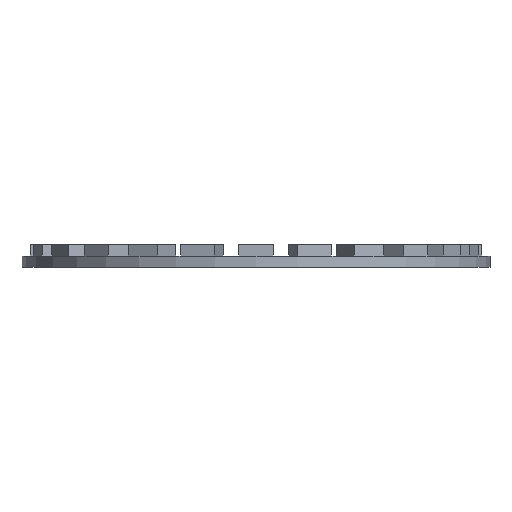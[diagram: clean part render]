
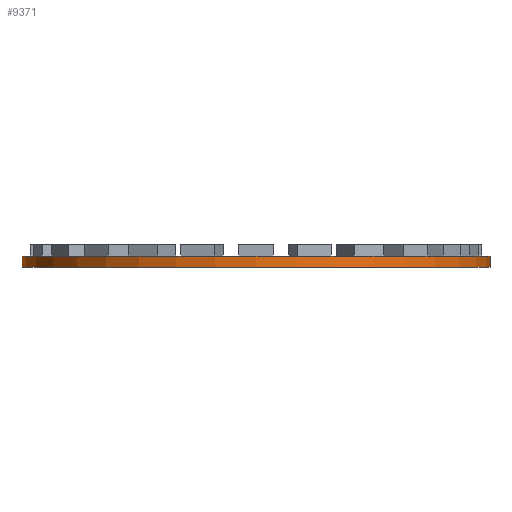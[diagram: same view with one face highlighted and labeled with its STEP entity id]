
A CAD part, front view. The second image highlights one B-rep face of the part: STEP entity #9371.
In plain terms, the highlighted cylindrical face has radius 32.766 mm (diameter 65.532 mm), a partial arc.
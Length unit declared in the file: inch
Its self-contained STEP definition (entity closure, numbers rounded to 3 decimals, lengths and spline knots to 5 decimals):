
#291 = ORIENTED_EDGE ( 'NONE', *, *, #20905, .F. ) ;
#414 = EDGE_CURVE ( 'NONE', #13926, #24855, #24069, .T. ) ;
#1328 = FACE_OUTER_BOUND ( 'NONE', #17063, .T. ) ;
#1548 = AXIS2_PLACEMENT_3D ( 'NONE', #10753, #6398, #2047 ) ;
#1802 = AXIS2_PLACEMENT_3D ( 'NONE', #19147, #5871, #21427 ) ;
#2047 = DIRECTION ( 'NONE',  ( -1., 0., 0. ) ) ;
#2620 = LINE ( 'NONE', #10240, #25531 ) ;
#4142 = CARTESIAN_POINT ( 'NONE',  ( -1.29, 0., 0. ) ) ;
#4443 = ORIENTED_EDGE ( 'NONE', *, *, #6057, .T. ) ;
#5871 = DIRECTION ( 'NONE',  ( 0., 0., 1. ) ) ;
#6057 = EDGE_CURVE ( 'NONE', #11097, #9803, #7375, .T. ) ;
#6398 = DIRECTION ( 'NONE',  ( 0., 0., -1. ) ) ;
#7375 = CIRCLE ( 'NONE', #7988, 1.29 ) ;
#7988 = AXIS2_PLACEMENT_3D ( 'NONE', #25516, #12184, #27759 ) ;
#9371 = ADVANCED_FACE ( 'NONE', ( #1328 ), #21467, .T. ) ;
#9803 = VERTEX_POINT ( 'NONE', #21435 ) ;
#10240 = CARTESIAN_POINT ( 'NONE',  ( -1.29, 0., 0.0625 ) ) ;
#10295 = ORIENTED_EDGE ( 'NONE', *, *, #23376, .T. ) ;
#10453 = CARTESIAN_POINT ( 'NONE',  ( 1.29, 0., 0.0625 ) ) ;
#10515 = VECTOR ( 'NONE', #14297, 39.37008 ) ;
#10753 = CARTESIAN_POINT ( 'NONE',  ( 0., 0., 0.0625 ) ) ;
#11097 = VERTEX_POINT ( 'NONE', #4142 ) ;
#12069 = CARTESIAN_POINT ( 'NONE',  ( 1.29, 0., 0.0625 ) ) ;
#12184 = DIRECTION ( 'NONE',  ( 0., 0., 1. ) ) ;
#13606 = CARTESIAN_POINT ( 'NONE',  ( -1.29, 0., 0.0625 ) ) ;
#13926 = VERTEX_POINT ( 'NONE', #13606 ) ;
#14297 = DIRECTION ( 'NONE',  ( 0., 0., -1. ) ) ;
#16938 = DIRECTION ( 'NONE',  ( 0., 0., -1. ) ) ;
#17063 = EDGE_LOOP ( 'NONE', ( #291, #23092, #10295, #4443 ) ) ;
#19147 = CARTESIAN_POINT ( 'NONE',  ( 0., 0., 0.0625 ) ) ;
#20905 = EDGE_CURVE ( 'NONE', #24855, #9803, #28275, .T. ) ;
#21427 = DIRECTION ( 'NONE',  ( 1., 0., 0. ) ) ;
#21435 = CARTESIAN_POINT ( 'NONE',  ( 1.29, 0., 0. ) ) ;
#21467 = CYLINDRICAL_SURFACE ( 'NONE', #1548, 1.29 ) ;
#23092 = ORIENTED_EDGE ( 'NONE', *, *, #414, .F. ) ;
#23376 = EDGE_CURVE ( 'NONE', #13926, #11097, #2620, .T. ) ;
#24069 = CIRCLE ( 'NONE', #1802, 1.29 ) ;
#24855 = VERTEX_POINT ( 'NONE', #10453 ) ;
#25516 = CARTESIAN_POINT ( 'NONE',  ( 0., 0., 0. ) ) ;
#25531 = VECTOR ( 'NONE', #16938, 39.37008 ) ;
#27759 = DIRECTION ( 'NONE',  ( 1., 0., 0. ) ) ;
#28275 = LINE ( 'NONE', #12069, #10515 ) ;
